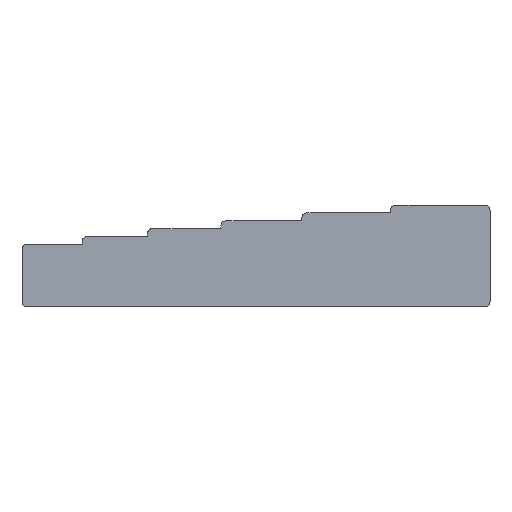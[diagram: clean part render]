
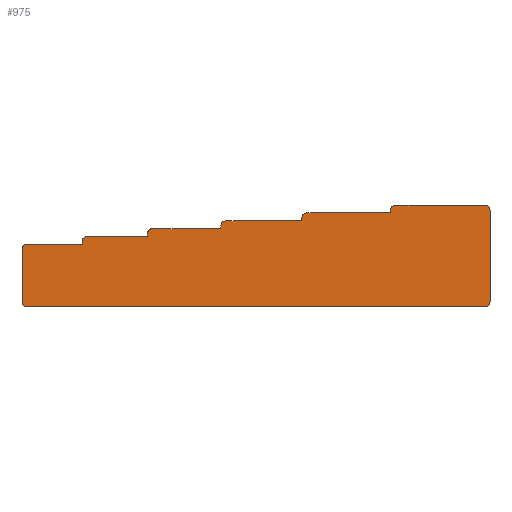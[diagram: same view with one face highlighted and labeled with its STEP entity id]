
A CAD part, top view. The second image highlights one B-rep face of the part: STEP entity #975.
In plain terms, the highlighted planar face has unit normal (0, 0, 1).
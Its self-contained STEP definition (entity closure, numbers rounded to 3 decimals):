
#22=PLANE('',#1055);
#69=FACE_OUTER_BOUND('',#124,.T.);
#124=EDGE_LOOP('',(#690,#691,#692,#693,#694,#695,#696,#697,#698,#699,#700,
#701,#702,#703,#704,#705,#706,#707,#708,#709,#710,#711,#712));
#185=LINE('',#1407,#308);
#188=LINE('',#1413,#311);
#189=LINE('',#1417,#312);
#190=LINE('',#1421,#313);
#191=LINE('',#1425,#314);
#192=LINE('',#1427,#315);
#193=LINE('',#1431,#316);
#194=LINE('',#1433,#317);
#195=LINE('',#1437,#318);
#196=LINE('',#1439,#319);
#197=LINE('',#1443,#320);
#198=LINE('',#1445,#321);
#199=LINE('',#1449,#322);
#200=LINE('',#1451,#323);
#308=VECTOR('',#1136,10.);
#311=VECTOR('',#1141,10.);
#312=VECTOR('',#1144,10.);
#313=VECTOR('',#1147,10.);
#314=VECTOR('',#1150,10.);
#315=VECTOR('',#1151,10.);
#316=VECTOR('',#1154,10.);
#317=VECTOR('',#1155,10.);
#318=VECTOR('',#1158,10.);
#319=VECTOR('',#1159,10.);
#320=VECTOR('',#1162,10.);
#321=VECTOR('',#1163,10.);
#322=VECTOR('',#1166,10.);
#323=VECTOR('',#1167,10.);
#429=CIRCLE('',#1052,2.);
#431=CIRCLE('',#1056,2.);
#432=CIRCLE('',#1057,2.);
#433=CIRCLE('',#1058,2.);
#434=CIRCLE('',#1059,2.);
#435=CIRCLE('',#1060,2.);
#436=CIRCLE('',#1061,2.);
#437=CIRCLE('',#1062,2.);
#438=CIRCLE('',#1063,2.);
#447=VERTEX_POINT('',#1397);
#448=VERTEX_POINT('',#1398);
#451=VERTEX_POINT('',#1406);
#453=VERTEX_POINT('',#1412);
#454=VERTEX_POINT('',#1414);
#455=VERTEX_POINT('',#1416);
#456=VERTEX_POINT('',#1418);
#457=VERTEX_POINT('',#1420);
#458=VERTEX_POINT('',#1422);
#459=VERTEX_POINT('',#1424);
#460=VERTEX_POINT('',#1426);
#461=VERTEX_POINT('',#1428);
#462=VERTEX_POINT('',#1430);
#463=VERTEX_POINT('',#1432);
#464=VERTEX_POINT('',#1434);
#465=VERTEX_POINT('',#1436);
#466=VERTEX_POINT('',#1438);
#467=VERTEX_POINT('',#1440);
#468=VERTEX_POINT('',#1442);
#469=VERTEX_POINT('',#1444);
#470=VERTEX_POINT('',#1446);
#471=VERTEX_POINT('',#1448);
#472=VERTEX_POINT('',#1450);
#541=EDGE_CURVE('',#447,#448,#429,.T.);
#545=EDGE_CURVE('',#451,#448,#185,.T.);
#548=EDGE_CURVE('',#447,#453,#188,.T.);
#549=EDGE_CURVE('',#454,#453,#431,.T.);
#550=EDGE_CURVE('',#454,#455,#189,.T.);
#551=EDGE_CURVE('',#456,#455,#432,.T.);
#552=EDGE_CURVE('',#456,#457,#190,.T.);
#553=EDGE_CURVE('',#458,#457,#433,.T.);
#554=EDGE_CURVE('',#458,#459,#191,.T.);
#555=EDGE_CURVE('',#459,#460,#192,.T.);
#556=EDGE_CURVE('',#461,#460,#434,.T.);
#557=EDGE_CURVE('',#461,#462,#193,.T.);
#558=EDGE_CURVE('',#462,#463,#194,.T.);
#559=EDGE_CURVE('',#464,#463,#435,.T.);
#560=EDGE_CURVE('',#464,#465,#195,.T.);
#561=EDGE_CURVE('',#465,#466,#196,.T.);
#562=EDGE_CURVE('',#467,#466,#436,.T.);
#563=EDGE_CURVE('',#467,#468,#197,.T.);
#564=EDGE_CURVE('',#468,#469,#198,.T.);
#565=EDGE_CURVE('',#470,#469,#437,.T.);
#566=EDGE_CURVE('',#470,#471,#199,.T.);
#567=EDGE_CURVE('',#471,#472,#200,.T.);
#568=EDGE_CURVE('',#451,#472,#438,.T.);
#690=ORIENTED_EDGE('',*,*,#541,.F.);
#691=ORIENTED_EDGE('',*,*,#548,.T.);
#692=ORIENTED_EDGE('',*,*,#549,.F.);
#693=ORIENTED_EDGE('',*,*,#550,.T.);
#694=ORIENTED_EDGE('',*,*,#551,.F.);
#695=ORIENTED_EDGE('',*,*,#552,.T.);
#696=ORIENTED_EDGE('',*,*,#553,.F.);
#697=ORIENTED_EDGE('',*,*,#554,.T.);
#698=ORIENTED_EDGE('',*,*,#555,.T.);
#699=ORIENTED_EDGE('',*,*,#556,.F.);
#700=ORIENTED_EDGE('',*,*,#557,.T.);
#701=ORIENTED_EDGE('',*,*,#558,.T.);
#702=ORIENTED_EDGE('',*,*,#559,.F.);
#703=ORIENTED_EDGE('',*,*,#560,.T.);
#704=ORIENTED_EDGE('',*,*,#561,.T.);
#705=ORIENTED_EDGE('',*,*,#562,.F.);
#706=ORIENTED_EDGE('',*,*,#563,.T.);
#707=ORIENTED_EDGE('',*,*,#564,.T.);
#708=ORIENTED_EDGE('',*,*,#565,.F.);
#709=ORIENTED_EDGE('',*,*,#566,.T.);
#710=ORIENTED_EDGE('',*,*,#567,.T.);
#711=ORIENTED_EDGE('',*,*,#568,.F.);
#712=ORIENTED_EDGE('',*,*,#545,.T.);
#975=ADVANCED_FACE('',(#69),#22,.T.);
#1052=AXIS2_PLACEMENT_3D('',#1399,#1128,#1129);
#1055=AXIS2_PLACEMENT_3D('',#1411,#1139,#1140);
#1056=AXIS2_PLACEMENT_3D('',#1415,#1142,#1143);
#1057=AXIS2_PLACEMENT_3D('',#1419,#1145,#1146);
#1058=AXIS2_PLACEMENT_3D('',#1423,#1148,#1149);
#1059=AXIS2_PLACEMENT_3D('',#1429,#1152,#1153);
#1060=AXIS2_PLACEMENT_3D('',#1435,#1156,#1157);
#1061=AXIS2_PLACEMENT_3D('',#1441,#1160,#1161);
#1062=AXIS2_PLACEMENT_3D('',#1447,#1164,#1165);
#1063=AXIS2_PLACEMENT_3D('',#1452,#1168,#1169);
#1128=DIRECTION('center_axis',(0.,0.,-1.));
#1129=DIRECTION('ref_axis',(-0.707,-0.707,0.));
#1136=DIRECTION('',(0.,-1.,0.));
#1139=DIRECTION('center_axis',(0.,0.,1.));
#1140=DIRECTION('ref_axis',(1.,0.,0.));
#1141=DIRECTION('',(1.,0.,0.));
#1142=DIRECTION('center_axis',(0.,0.,-1.));
#1143=DIRECTION('ref_axis',(0.707,-0.707,0.));
#1144=DIRECTION('',(0.,1.,0.));
#1145=DIRECTION('center_axis',(0.,0.,-1.));
#1146=DIRECTION('ref_axis',(0.707,0.707,0.));
#1147=DIRECTION('',(-1.,0.,0.));
#1148=DIRECTION('center_axis',(0.,0.,-1.));
#1149=DIRECTION('ref_axis',(-0.707,0.707,0.));
#1150=DIRECTION('',(0.,-1.,0.));
#1151=DIRECTION('',(-1.,0.,0.));
#1152=DIRECTION('center_axis',(0.,0.,-1.));
#1153=DIRECTION('ref_axis',(-0.707,0.707,0.));
#1154=DIRECTION('',(0.,-1.,0.));
#1155=DIRECTION('',(-1.,0.,0.));
#1156=DIRECTION('center_axis',(0.,0.,-1.));
#1157=DIRECTION('ref_axis',(-0.707,0.707,0.));
#1158=DIRECTION('',(0.,-1.,0.));
#1159=DIRECTION('',(-1.,0.,0.));
#1160=DIRECTION('center_axis',(0.,0.,-1.));
#1161=DIRECTION('ref_axis',(-0.707,0.707,0.));
#1162=DIRECTION('',(0.,-1.,0.));
#1163=DIRECTION('',(-1.,0.,0.));
#1164=DIRECTION('center_axis',(0.,0.,-1.));
#1165=DIRECTION('ref_axis',(-0.707,0.707,0.));
#1166=DIRECTION('',(0.,-1.,0.));
#1167=DIRECTION('',(-1.,0.,0.));
#1168=DIRECTION('center_axis',(0.,0.,-1.));
#1169=DIRECTION('ref_axis',(-0.707,0.707,0.));
#1397=CARTESIAN_POINT('',(0.,-22.,5.));
#1398=CARTESIAN_POINT('',(-2.,-20.,5.));
#1399=CARTESIAN_POINT('Origin',(0.,-20.,5.));
#1406=CARTESIAN_POINT('',(-2.,0.,5.));
#1407=CARTESIAN_POINT('',(-2.,2.,5.));
#1411=CARTESIAN_POINT('Origin',(87.5,-2.5,5.));
#1412=CARTESIAN_POINT('',(175.,-22.,5.));
#1413=CARTESIAN_POINT('',(-2.,-22.,5.));
#1414=CARTESIAN_POINT('',(177.,-20.,5.));
#1415=CARTESIAN_POINT('Origin',(175.,-20.,5.));
#1416=CARTESIAN_POINT('',(177.,15.,5.));
#1417=CARTESIAN_POINT('',(177.,-22.,5.));
#1418=CARTESIAN_POINT('',(175.,17.,5.));
#1419=CARTESIAN_POINT('Origin',(175.,15.,5.));
#1420=CARTESIAN_POINT('',(141.,17.,5.));
#1421=CARTESIAN_POINT('',(177.,17.,5.));
#1422=CARTESIAN_POINT('',(139.,15.,5.));
#1423=CARTESIAN_POINT('Origin',(141.,15.,5.));
#1424=CARTESIAN_POINT('',(139.,14.,5.));
#1425=CARTESIAN_POINT('',(139.,17.,5.));
#1426=CARTESIAN_POINT('',(107.,14.,5.));
#1427=CARTESIAN_POINT('',(139.,14.,5.));
#1428=CARTESIAN_POINT('',(105.,12.,5.));
#1429=CARTESIAN_POINT('Origin',(107.,12.,5.));
#1430=CARTESIAN_POINT('',(105.,11.,5.));
#1431=CARTESIAN_POINT('',(105.,14.,5.));
#1432=CARTESIAN_POINT('',(76.,11.,5.));
#1433=CARTESIAN_POINT('',(105.,11.,5.));
#1434=CARTESIAN_POINT('',(74.,9.,5.));
#1435=CARTESIAN_POINT('Origin',(76.,9.,5.));
#1436=CARTESIAN_POINT('',(74.,8.,5.));
#1437=CARTESIAN_POINT('',(74.,11.,5.));
#1438=CARTESIAN_POINT('',(48.,8.,5.));
#1439=CARTESIAN_POINT('',(74.,8.,5.));
#1440=CARTESIAN_POINT('',(46.,6.,5.));
#1441=CARTESIAN_POINT('Origin',(48.,6.,5.));
#1442=CARTESIAN_POINT('',(46.,5.,5.));
#1443=CARTESIAN_POINT('',(46.,8.,5.));
#1444=CARTESIAN_POINT('',(23.,5.,5.));
#1445=CARTESIAN_POINT('',(46.,5.,5.));
#1446=CARTESIAN_POINT('',(21.,3.,5.));
#1447=CARTESIAN_POINT('Origin',(23.,3.,5.));
#1448=CARTESIAN_POINT('',(21.,2.,5.));
#1449=CARTESIAN_POINT('',(21.,5.,5.));
#1450=CARTESIAN_POINT('',(0.,2.,5.));
#1451=CARTESIAN_POINT('',(21.,2.,5.));
#1452=CARTESIAN_POINT('Origin',(0.,0.,5.));
